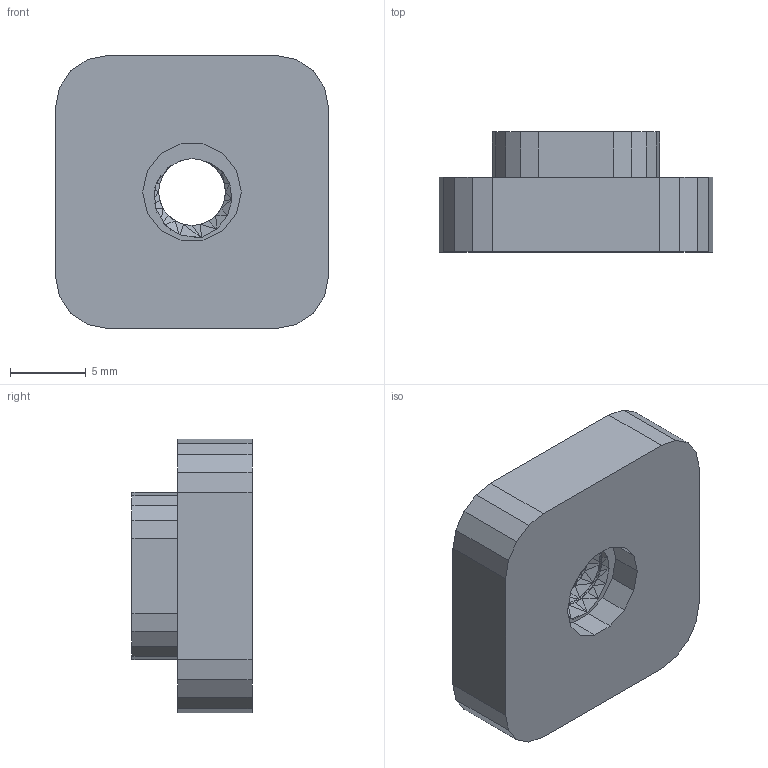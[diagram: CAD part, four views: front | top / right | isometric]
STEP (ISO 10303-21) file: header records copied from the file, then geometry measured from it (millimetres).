
FILE_DESCRIPTION(('FreeCAD Model'),'2;1');
FILE_NAME('Open CASCADE Shape Model','2022-12-01T14:10:45',('Author'),( ''),'Open CASCADE STEP processor 7.6','FreeCAD','Unknown');
FILE_SCHEMA(('AUTOMOTIVE_DESIGN { 1 0 10303 214 1 1 1 1 }'));
Length unit declared in the file: millimetre
Products named in the file (1): DS_LT338______________5________________________________________________
_______________LT338___________________001001 (Solid)
Bounding box: 18 x 7.9 x 18 mm (x, y, z)
Volume: 1656.5 mm3; surface area: 1212.8 mm2
Topology: 1 solids, 1 shells, 689 faces, 1148 edges, 464 vertices
Faces by surface type: plane 689
Entity records: 29440 total; most frequent: DIRECTION 4824, CARTESIAN_POINT 4598, LINE 3444, VECTOR 3444, ORIENTED_EDGE 2296, PCURVE 2296, DEFINITIONAL_REPRESENTATION 2296, EDGE_CURVE 1148
